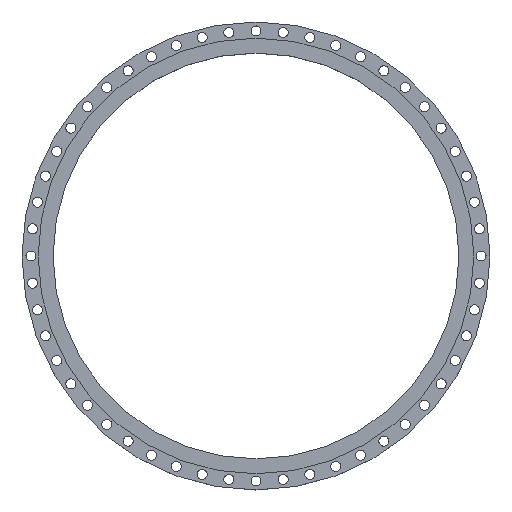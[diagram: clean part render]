
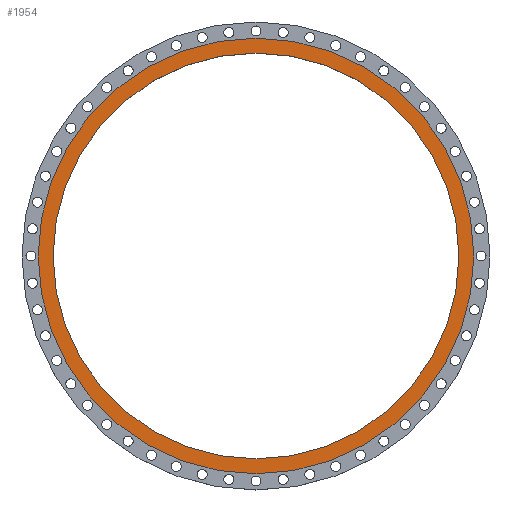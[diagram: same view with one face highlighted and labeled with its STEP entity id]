
A CAD part, top view. The second image highlights one B-rep face of the part: STEP entity #1954.
In plain terms, the highlighted planar face has unit normal (0, 0, 1).
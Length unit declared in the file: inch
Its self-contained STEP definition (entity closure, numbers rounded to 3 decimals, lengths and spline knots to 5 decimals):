
#205 = CARTESIAN_POINT ( 'NONE',  ( 25.5, 0., 0. ) ) ;
#286 = EDGE_CURVE ( 'NONE', #3475, #883, #3091, .T. ) ;
#419 = FACE_BOUND ( 'NONE', #2536, .T. ) ;
#559 = VERTEX_POINT ( 'NONE', #3255 ) ;
#661 = DIRECTION ( 'NONE',  ( 1., 0., 0. ) ) ;
#722 = CARTESIAN_POINT ( 'NONE',  ( 0., 0., 0. ) ) ;
#751 = FACE_OUTER_BOUND ( 'NONE', #1051, .T. ) ;
#852 = CARTESIAN_POINT ( 'NONE',  ( 0., 0., 0. ) ) ;
#883 = VERTEX_POINT ( 'NONE', #205 ) ;
#892 = DIRECTION ( 'NONE',  ( 1., 0., 0. ) ) ;
#1051 = EDGE_LOOP ( 'NONE', ( #2818, #4345 ) ) ;
#1326 = DIRECTION ( 'NONE',  ( 0., 0., 1. ) ) ;
#1576 = ORIENTED_EDGE ( 'NONE', *, *, #1832, .F. ) ;
#1648 = CARTESIAN_POINT ( 'NONE',  ( 0., 0., 0. ) ) ;
#1832 = EDGE_CURVE ( 'NONE', #883, #3475, #2848, .T. ) ;
#1919 = AXIS2_PLACEMENT_3D ( 'NONE', #1648, #1326, #1973 ) ;
#1954 = ADVANCED_FACE ( 'NONE', ( #419, #751 ), #3079, .F. ) ;
#1973 = DIRECTION ( 'NONE',  ( 1., 0., 0. ) ) ;
#2045 = AXIS2_PLACEMENT_3D ( 'NONE', #3772, #4131, #3814 ) ;
#2440 = CARTESIAN_POINT ( 'NONE',  ( 0., 0., 0. ) ) ;
#2536 = EDGE_LOOP ( 'NONE', ( #1576, #4018 ) ) ;
#2562 = CIRCLE ( 'NONE', #3135, 27.375 ) ;
#2718 = DIRECTION ( 'NONE',  ( 0., 0., 1. ) ) ;
#2818 = ORIENTED_EDGE ( 'NONE', *, *, #3709, .T. ) ;
#2848 = CIRCLE ( 'NONE', #3615, 25.5 ) ;
#2973 = CARTESIAN_POINT ( 'NONE',  ( 27.375, 0., 0. ) ) ;
#3079 = PLANE ( 'NONE',  #2045 ) ;
#3091 = CIRCLE ( 'NONE', #3665, 25.5 ) ;
#3135 = AXIS2_PLACEMENT_3D ( 'NONE', #2440, #4188, #3795 ) ;
#3138 = CIRCLE ( 'NONE', #1919, 27.375 ) ;
#3243 = DIRECTION ( 'NONE',  ( 0., 0., 1. ) ) ;
#3255 = CARTESIAN_POINT ( 'NONE',  ( -27.375, 0., 0. ) ) ;
#3475 = VERTEX_POINT ( 'NONE', #3833 ) ;
#3507 = EDGE_CURVE ( 'NONE', #559, #4176, #2562, .T. ) ;
#3615 = AXIS2_PLACEMENT_3D ( 'NONE', #722, #2718, #661 ) ;
#3665 = AXIS2_PLACEMENT_3D ( 'NONE', #852, #3243, #892 ) ;
#3709 = EDGE_CURVE ( 'NONE', #4176, #559, #3138, .T. ) ;
#3772 = CARTESIAN_POINT ( 'NONE',  ( 0., 25.5, 0. ) ) ;
#3795 = DIRECTION ( 'NONE',  ( 1., 0., 0. ) ) ;
#3814 = DIRECTION ( 'NONE',  ( -1., 0., 0. ) ) ;
#3833 = CARTESIAN_POINT ( 'NONE',  ( -25.5, 0., 0. ) ) ;
#4018 = ORIENTED_EDGE ( 'NONE', *, *, #286, .F. ) ;
#4131 = DIRECTION ( 'NONE',  ( 0., 0., -1. ) ) ;
#4176 = VERTEX_POINT ( 'NONE', #2973 ) ;
#4188 = DIRECTION ( 'NONE',  ( 0., 0., 1. ) ) ;
#4345 = ORIENTED_EDGE ( 'NONE', *, *, #3507, .T. ) ;
